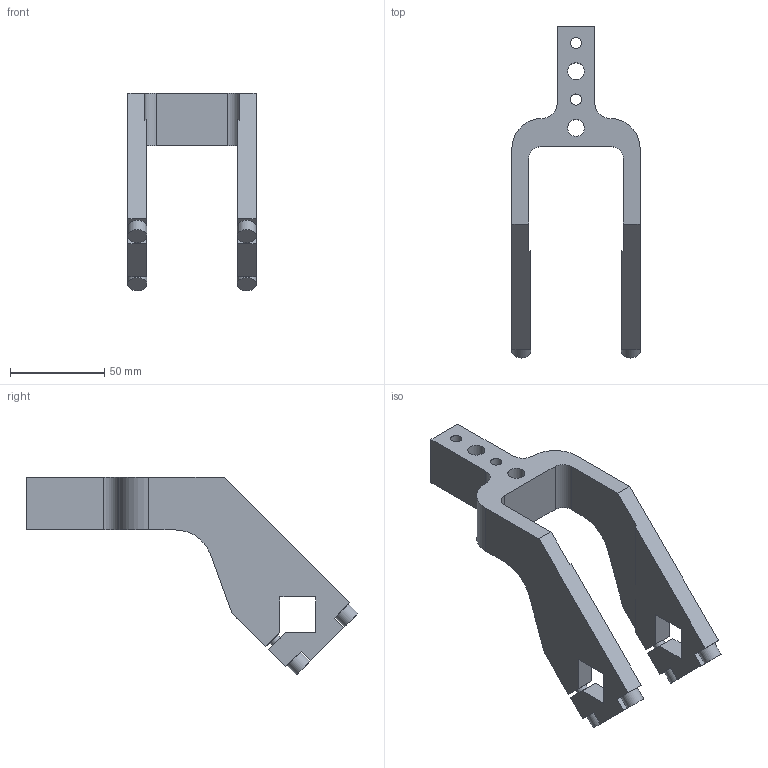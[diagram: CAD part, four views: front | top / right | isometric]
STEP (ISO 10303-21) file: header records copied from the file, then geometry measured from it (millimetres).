
FILE_DESCRIPTION(/* description */ (''),/* implementation_level */ '2;1');
FILE_NAME(/* name */ 'B1904.stp',/* time_stamp */ '2016-04-18T09:10:44+02:00',/* author */ ('donadda1'),/* organization */ ('Pneumax S.p.A.'),/* preprocessor_version */ 'ST-DEVELOPER v15.2',/* originating_system */ 'Autodesk Inventor 2014',/* authorisation */ '');
FILE_SCHEMA (('AUTOMOTIVE_DESIGN { 1 0 10303 214 3 1 1 }'));
Length unit declared in the file: millimetre
Products named in the file (1): B1904
Bounding box: 68 x 175.82 x 104.82 mm (x, y, z)
Volume: 137185.6 mm3; surface area: 39177.3 mm2
Topology: 1 solids, 1 shells, 70 faces, 192 edges, 124 vertices
Faces by surface type: plane 52, cylinder 18
Full cylindrical faces by diameter (mm): 6 x4, 9 x2, 10 x4
Entity records: 2198 total; most frequent: CARTESIAN_POINT 377, ORIENTED_EDGE 364, DIRECTION 364, EDGE_CURVE 182, LINE 142, VECTOR 142, VERTEX_POINT 124, AXIS2_PLACEMENT_3D 111
